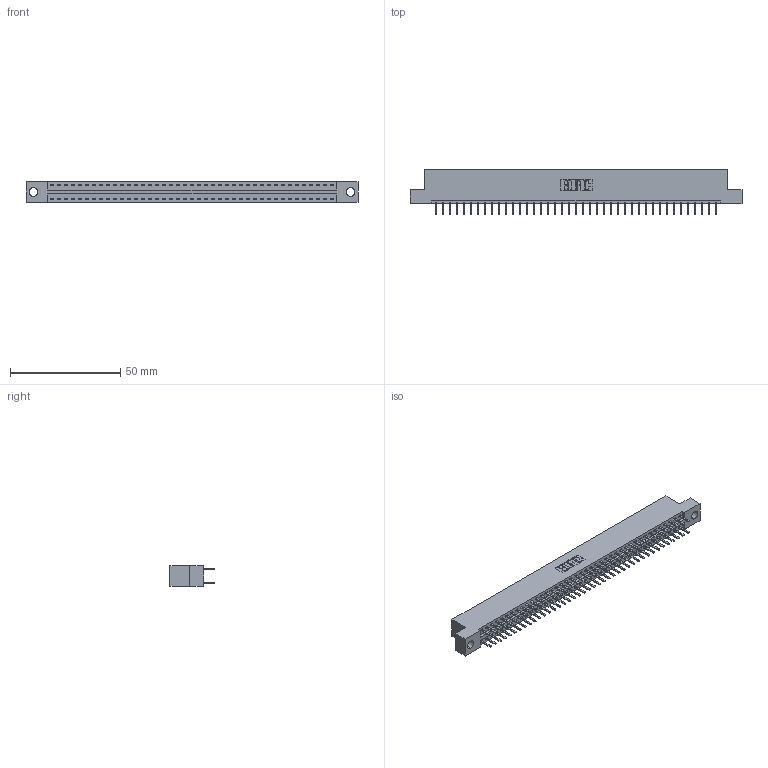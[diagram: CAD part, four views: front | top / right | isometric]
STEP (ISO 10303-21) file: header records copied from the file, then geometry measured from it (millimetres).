
FILE_DESCRIPTION (( 'STEP AP203' ), '1' );
FILE_NAME ('396-082-520-204.STEP', '2019-10-30T23:12:45', ( '' ), ( '' ), 'SwSTEP 2.0', 'SolidWorks 2016', '' );
FILE_SCHEMA (( 'CONFIG_CONTROL_DESIGN' ));
Length unit declared in the file: inch
Products named in the file (3): 345-292-001_345-293-120; 396-082-520-204; 346 Part_Flush Mounting Lugs - 0.156 Dia-TH
Assembly tree (83 placements, depth 2):
  396-082-520-204
    346 Part_Flush Mounting Lugs - 0.156 Dia-TH
    345-292-001_345-293-120  x82
Bounding box: 150.75 x 20.02 x 9.4 mm (x, y, z)
Volume: 14568.2 mm3; surface area: 19738.2 mm2
Topology: 83 solids, 83 shells, 4714 faces, 13695 edges, 8910 vertices
Faces by surface type: plane 3110, cylinder 1604
Entity records: 27009 total; most frequent: CARTESIAN_POINT 4464, ORIENTED_EDGE 4386, DIRECTION 3973, EDGE_CURVE 2193, VECTOR 1893, LINE 1893, VERTEX_POINT 1458, AXIS2_PLACEMENT_3D 1040
